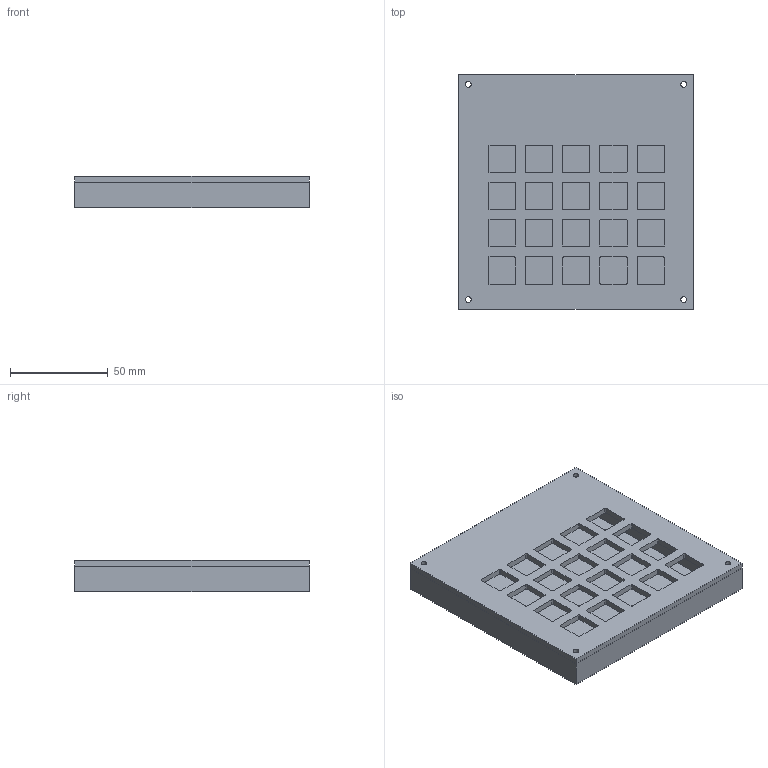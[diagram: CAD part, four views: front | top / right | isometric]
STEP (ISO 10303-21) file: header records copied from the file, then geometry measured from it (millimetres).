
FILE_DESCRIPTION(/* description */ (''),/* implementation_level */ '2;1');
FILE_NAME(/* name */ 'Beach Bunny Hackpad Case v1.step',/* time_stamp */ '2024-10-04T22:33:22-04:00',/* author */ (''),/* organization */ (''),/* preprocessor_version */ 'ST-DEVELOPER v20',/* originating_system */ 'Autodesk Translation Framework v13.20.0.188',/* authorisation */ '');
FILE_SCHEMA (('AUTOMOTIVE_DESIGN { 1 0 10303 214 3 1 1 }'));
Length unit declared in the file: millimetre
Products named in the file (1): Beach Bunny Hackpad Case
Bounding box: 120 x 120 x 16 mm (x, y, z)
Volume: 117390.1 mm3; surface area: 65466.5 mm2
Topology: 2 solids, 2 shells, 188 faces, 552 edges, 368 vertices
Faces by surface type: plane 100, cylinder 88
Full cylindrical faces by diameter (mm): 2.9 x8
Entity records: 6440 total; most frequent: CARTESIAN_POINT 1109, DIRECTION 1106, ORIENTED_EDGE 1104, EDGE_CURVE 552, LINE 376, VECTOR 376, VERTEX_POINT 368, AXIS2_PLACEMENT_3D 365
